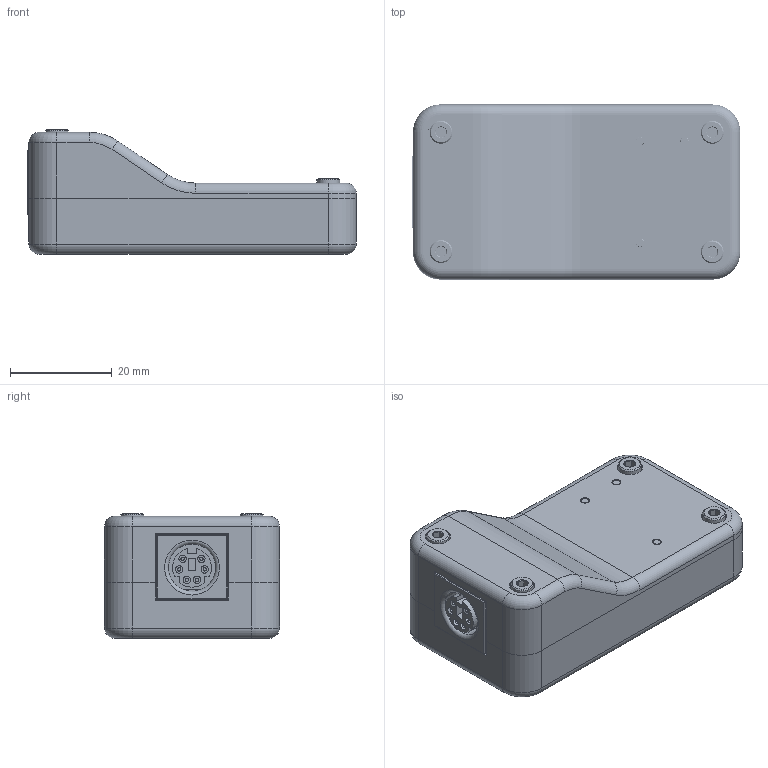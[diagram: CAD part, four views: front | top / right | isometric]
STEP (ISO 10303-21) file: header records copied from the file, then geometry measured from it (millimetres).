
FILE_DESCRIPTION(/* description */ (''),/* implementation_level */ '2;1');
FILE_NAME(/* name */ 'Full Assembly.step',/* time_stamp */ '2023-04-18T12:36:37-04:00',/* author */ (''),/* organization */ (''),/* preprocessor_version */ 'ST-DEVELOPER v19.2',/* originating_system */ 'Autodesk Translation Framework v12.4.0.73',/* authorisation */ '');
FILE_SCHEMA (('AUTOMOTIVE_DESIGN { 1 0 10303 214 3 1 1 }'));
Length unit declared in the file: millimetre
Products named in the file (12): Full Assembly; minirib-usb-revE; KMDGX-6S-BS_rC6; SOLID; minirib-usb PCB; U254-051N-4BH83-F1B; Case Top; 91292A312_18-8 Stainless Steel Socket Head Screw; 91292A016_18-8 Stainless Steel Socket Head Screw; Dialight 5151016F Light Pipe; 91828A113_18-8 Stainless Steel Hex Nut; Case Bottom
Assembly tree (18 placements, depth 4):
  Full Assembly
    minirib-usb-revE
      KMDGX-6S-BS_rC6
        SOLID
      minirib-usb PCB
      U254-051N-4BH83-F1B
    91828A113_18-8 Stainless Steel Hex Nut  x4
    Dialight 5151016F Light Pipe  x3
    Case Top
    91292A016_18-8 Stainless Steel Socket Head Screw  x2
    91292A312_18-8 Stainless Steel Socket Head Screw  x2
    Case Bottom
Bounding box: 64.75 x 34.5 x 24.5 mm (x, y, z)
Volume: 23587.9 mm3; surface area: 22595.4 mm2
Topology: 16 solids, 16 shells, 1075 faces, 2827 edges, 1826 vertices
Faces by surface type: cylinder 516, plane 418, cone 105, torus 20, bspline 16
Full cylindrical faces by diameter (mm): 0.65 x8, 0.9 x6, 0.94 x3, 1 x13, 1.152 x3, 1.63 x3, 1.75 x3, 1.915 x154, 2.2 x3, 2.5 x158, 2.7 x12, 4.5 x4, 5 x4, 7 x4, 9.3 x1
Entity records: 37222 total; most frequent: CARTESIAN_POINT 19423, ORIENTED_EDGE 3748, DIRECTION 3350, EDGE_CURVE 1874, VERTEX_POINT 1212, AXIS2_PLACEMENT_3D 1127, LINE 1096, VECTOR 1096
